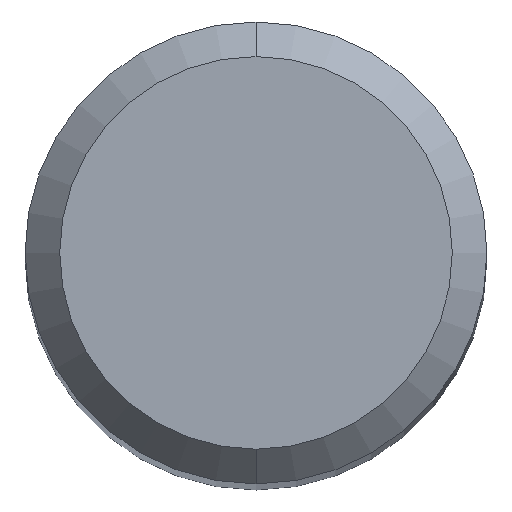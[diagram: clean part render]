
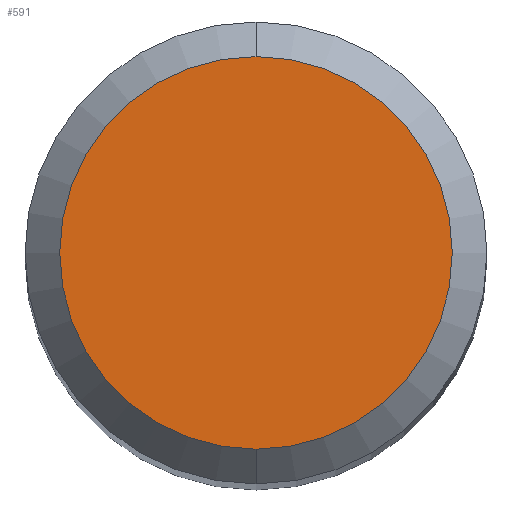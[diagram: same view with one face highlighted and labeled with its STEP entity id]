
A CAD part, top view. The second image highlights one B-rep face of the part: STEP entity #591.
In plain terms, the highlighted planar face has unit normal (0, 0, 1).
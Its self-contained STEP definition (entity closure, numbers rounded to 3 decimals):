
#505=EDGE_CURVE('',#751,#725,#1200,.T.);
#563=EDGE_CURVE('',#725,#751,#1262,.T.);
#591=ADVANCED_FACE('',(#1293),#1294,.T.);
#725=VERTEX_POINT('',#1442);
#751=VERTEX_POINT('',#1469);
#1200=CIRCLE('',#2743,1.7);
#1262=CIRCLE('',#3089,1.7);
#1293=FACE_OUTER_BOUND('',#3355,.T.);
#1294=PLANE('',#3356);
#1442=CARTESIAN_POINT('',(0.,-1.7,0.0));
#1469=CARTESIAN_POINT('',(0.0,1.7,0.0));
#2743=AXIS2_PLACEMENT_3D('',#5465,#5466,#5467);
#3089=AXIS2_PLACEMENT_3D('',#5518,#5519,#5520);
#3355=EDGE_LOOP('',(#5548,#5549));
#3356=AXIS2_PLACEMENT_3D('',#5550,#5551,#5552);
#5465=CARTESIAN_POINT('',(0.0,0.0,0.0));
#5466=DIRECTION('',(0.0,0.0,-1.0));
#5467=DIRECTION('',(0.0,1.0,0.0));
#5518=CARTESIAN_POINT('',(0.0,0.0,0.0));
#5519=DIRECTION('',(0.0,0.0,-1.0));
#5520=DIRECTION('',(0.0,1.0,0.0));
#5548=ORIENTED_EDGE('',*,*,#505,.F.);
#5549=ORIENTED_EDGE('',*,*,#563,.F.);
#5550=CARTESIAN_POINT('',(0.0,0.85,0.0));
#5551=DIRECTION('',(-0.0,0.0,1.0));
#5552=DIRECTION('',(0.0,-1.0,0.0));
